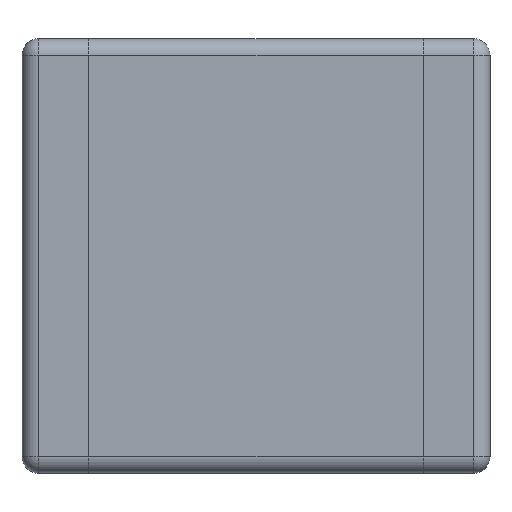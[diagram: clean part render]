
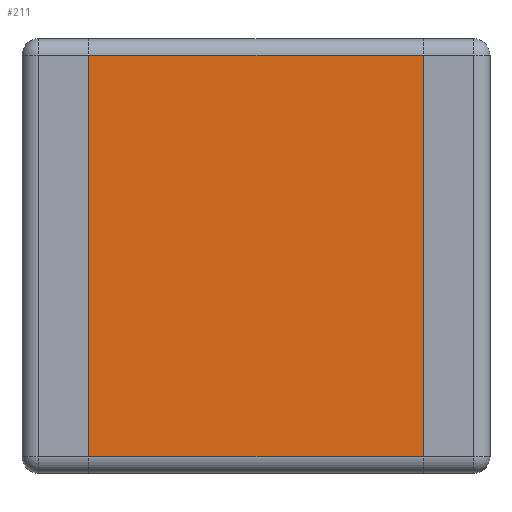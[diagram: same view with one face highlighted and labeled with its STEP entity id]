
A CAD part, front view. The second image highlights one B-rep face of the part: STEP entity #211.
In plain terms, the highlighted planar face has unit normal (0, -1, 0).
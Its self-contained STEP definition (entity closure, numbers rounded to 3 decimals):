
#28 = EDGE_CURVE ( 'NONE', #150, #74, #350, .T. ) ;
#74 = VERTEX_POINT ( 'NONE', #499 ) ;
#139 = VERTEX_POINT ( 'NONE', #709 ) ;
#150 = VERTEX_POINT ( 'NONE', #734 ) ;
#211 = ADVANCED_FACE ( 'NONE', ( #936 ), #921, .T. ) ;
#212 = EDGE_LOOP ( 'NONE', ( #213, #214, #216, #267 ) ) ;
#213 = ORIENTED_EDGE ( 'NONE', *, *, #28, .F. ) ;
#214 = ORIENTED_EDGE ( 'NONE', *, *, #215, .T. ) ;
#215 = EDGE_CURVE ( 'NONE', #150, #518, #916, .T. ) ;
#216 = ORIENTED_EDGE ( 'NONE', *, *, #519, .F. ) ;
#267 = ORIENTED_EDGE ( 'NONE', *, *, #268, .T. ) ;
#268 = EDGE_CURVE ( 'NONE', #139, #74, #1148, .T. ) ;
#346 = DIRECTION ( 'NONE',  ( 0., 0., 1. ) ) ;
#347 = VECTOR ( 'NONE', #346, 1000. ) ;
#349 = CARTESIAN_POINT ( 'NONE',  ( -0.5, 0., -0.65 ) ) ;
#350 = LINE ( 'NONE', #349, #347 ) ;
#499 = CARTESIAN_POINT ( 'NONE',  ( -0.5, 0., 0.6 ) ) ;
#518 = VERTEX_POINT ( 'NONE', #1219 ) ;
#519 = EDGE_CURVE ( 'NONE', #139, #518, #1270, .T. ) ;
#709 = CARTESIAN_POINT ( 'NONE',  ( 0.5, 0., 0.6 ) ) ;
#734 = CARTESIAN_POINT ( 'NONE',  ( -0.5, 0., -0.6 ) ) ;
#915 = CARTESIAN_POINT ( 'NONE',  ( 0.7, 0., -0.6 ) ) ;
#916 = LINE ( 'NONE', #915, #970 ) ;
#917 = DIRECTION ( 'NONE',  ( 0., 0., -1. ) ) ;
#918 = DIRECTION ( 'NONE',  ( 0., -1., 0. ) ) ;
#919 = CARTESIAN_POINT ( 'NONE',  ( 0.7, 0., -0.65 ) ) ;
#920 = AXIS2_PLACEMENT_3D ( 'NONE', #919, #918, #917 ) ;
#921 = PLANE ( 'NONE',  #920 ) ;
#936 = FACE_OUTER_BOUND ( 'NONE', #212, .T. ) ;
#969 = DIRECTION ( 'NONE',  ( 1., 0., 0. ) ) ;
#970 = VECTOR ( 'NONE', #969, 1000. ) ;
#1145 = DIRECTION ( 'NONE',  ( -1., 0., 0. ) ) ;
#1146 = VECTOR ( 'NONE', #1145, 1000. ) ;
#1147 = CARTESIAN_POINT ( 'NONE',  ( -0.7, 0., 0.6 ) ) ;
#1148 = LINE ( 'NONE', #1147, #1146 ) ;
#1219 = CARTESIAN_POINT ( 'NONE',  ( 0.5, 0., -0.6 ) ) ;
#1267 = DIRECTION ( 'NONE',  ( 0., 0., -1. ) ) ;
#1268 = VECTOR ( 'NONE', #1267, 1000. ) ;
#1269 = CARTESIAN_POINT ( 'NONE',  ( 0.5, 0., -0.65 ) ) ;
#1270 = LINE ( 'NONE', #1269, #1268 ) ;
